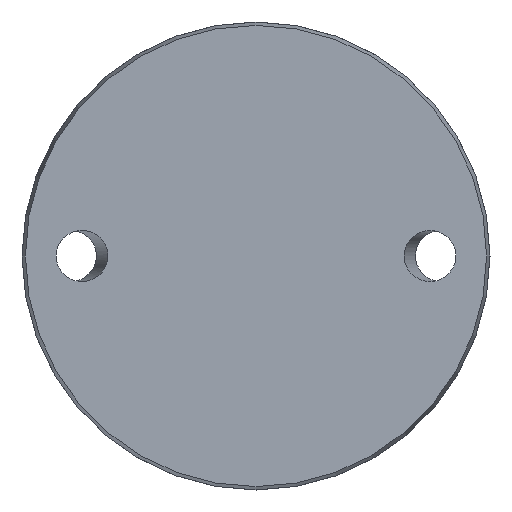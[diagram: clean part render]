
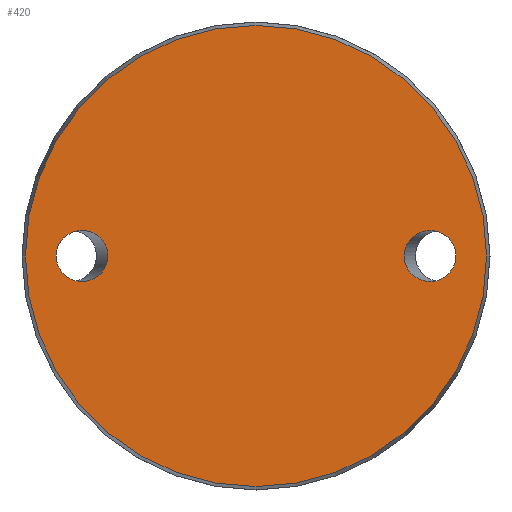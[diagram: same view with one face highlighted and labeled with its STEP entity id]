
A CAD part, front view. The second image highlights one B-rep face of the part: STEP entity #420.
In plain terms, the highlighted planar face has unit normal (0, -1, 0).
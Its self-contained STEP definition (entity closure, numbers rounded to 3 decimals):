
#3 = CARTESIAN_POINT ( 'NONE',  ( -33.309, 0., 0. ) ) ;
#22 = EDGE_CURVE ( 'NONE', #713, #713, #790, .T. ) ;
#23 = AXIS2_PLACEMENT_3D ( 'NONE', #115, #618, #205 ) ;
#30 = CARTESIAN_POINT ( 'NONE',  ( 33.309, 0., 8.5 ) ) ;
#65 = VERTEX_POINT ( 'NONE', #354 ) ;
#78 = EDGE_LOOP ( 'NONE', ( #92 ) ) ;
#92 = ORIENTED_EDGE ( 'NONE', *, *, #554, .T. ) ;
#115 = CARTESIAN_POINT ( 'NONE',  ( 0., 0., 0. ) ) ;
#119 = CARTESIAN_POINT ( 'NONE',  ( 33.309, 0., -8.5 ) ) ;
#136 = CARTESIAN_POINT ( 'NONE',  ( -38.425, 0., 0. ) ) ;
#161 = EDGE_LOOP ( 'NONE', ( #511 ) ) ;
#187 =( BOUNDED_CURVE ( )  B_SPLINE_CURVE ( 3, ( #325, #617, #119, #321, #30, #330, #258 ),
 .UNSPECIFIED., .T., .F. ) 
 B_SPLINE_CURVE_WITH_KNOTS ( ( 4, 3, 4 ),
 ( 0., 3.142, 6.283 ),
 .UNSPECIFIED. ) 
 CURVE ( )  GEOMETRIC_REPRESENTATION_ITEM ( )  RATIONAL_B_SPLINE_CURVE ( ( 1., 0.333, 0.333, 1., 0.333, 0.333, 1. ) ) 
 REPRESENTATION_ITEM ( '' )  );
#205 = DIRECTION ( 'NONE',  ( 0., 0., -1. ) ) ;
#222 = EDGE_LOOP ( 'NONE', ( #829 ) ) ;
#233 =( BOUNDED_CURVE ( )  B_SPLINE_CURVE ( 3, ( #303, #670, #580, #656, #234, #953, #3 ),
 .UNSPECIFIED., .T., .F. ) 
 B_SPLINE_CURVE_WITH_KNOTS ( ( 4, 3, 4 ),
 ( 0., 3.142, 6.283 ),
 .UNSPECIFIED. ) 
 CURVE ( )  GEOMETRIC_REPRESENTATION_ITEM ( )  RATIONAL_B_SPLINE_CURVE ( ( 1., 0.333, 0.333, 1., 0.333, 0.333, 1. ) ) 
 REPRESENTATION_ITEM ( '' )  );
#234 = CARTESIAN_POINT ( 'NONE',  ( -24.691, 0., -8.5 ) ) ;
#258 = CARTESIAN_POINT ( 'NONE',  ( 24.691, 0., 0. ) ) ;
#271 = EDGE_CURVE ( 'NONE', #873, #873, #187, .T. ) ;
#275 = CARTESIAN_POINT ( 'NONE',  ( 24.691, 0., 0. ) ) ;
#303 = CARTESIAN_POINT ( 'NONE',  ( -33.309, 0., 0. ) ) ;
#321 = CARTESIAN_POINT ( 'NONE',  ( 33.309, 0., 0. ) ) ;
#325 = CARTESIAN_POINT ( 'NONE',  ( 24.691, 0., 0. ) ) ;
#330 = CARTESIAN_POINT ( 'NONE',  ( 24.691, 0., 8.5 ) ) ;
#354 = CARTESIAN_POINT ( 'NONE',  ( -33.309, 0., 0. ) ) ;
#413 = PLANE ( 'NONE',  #853 ) ;
#420 = ADVANCED_FACE ( 'NONE', ( #723, #633, #576 ), #413, .F. ) ;
#429 = CARTESIAN_POINT ( 'NONE',  ( 0., 0., -38.425 ) ) ;
#511 = ORIENTED_EDGE ( 'NONE', *, *, #22, .T. ) ;
#554 = EDGE_CURVE ( 'NONE', #65, #65, #233, .T. ) ;
#576 = FACE_OUTER_BOUND ( 'NONE', #161, .T. ) ;
#580 = CARTESIAN_POINT ( 'NONE',  ( -24.691, 0., 8.5 ) ) ;
#617 = CARTESIAN_POINT ( 'NONE',  ( 24.691, 0., -8.5 ) ) ;
#618 = DIRECTION ( 'NONE',  ( 0., -1., 0. ) ) ;
#633 = FACE_BOUND ( 'NONE', #222, .T. ) ;
#639 = DIRECTION ( 'NONE',  ( 0., 1., 0. ) ) ;
#656 = CARTESIAN_POINT ( 'NONE',  ( -24.691, 0., 0. ) ) ;
#670 = CARTESIAN_POINT ( 'NONE',  ( -33.309, 0., 8.5 ) ) ;
#699 = DIRECTION ( 'NONE',  ( 0., 0., 1. ) ) ;
#713 = VERTEX_POINT ( 'NONE', #429 ) ;
#723 = FACE_BOUND ( 'NONE', #78, .T. ) ;
#790 = CIRCLE ( 'NONE', #23, 38.425 ) ;
#829 = ORIENTED_EDGE ( 'NONE', *, *, #271, .F. ) ;
#853 = AXIS2_PLACEMENT_3D ( 'NONE', #136, #639, #699 ) ;
#873 = VERTEX_POINT ( 'NONE', #275 ) ;
#953 = CARTESIAN_POINT ( 'NONE',  ( -33.309, 0., -8.5 ) ) ;
